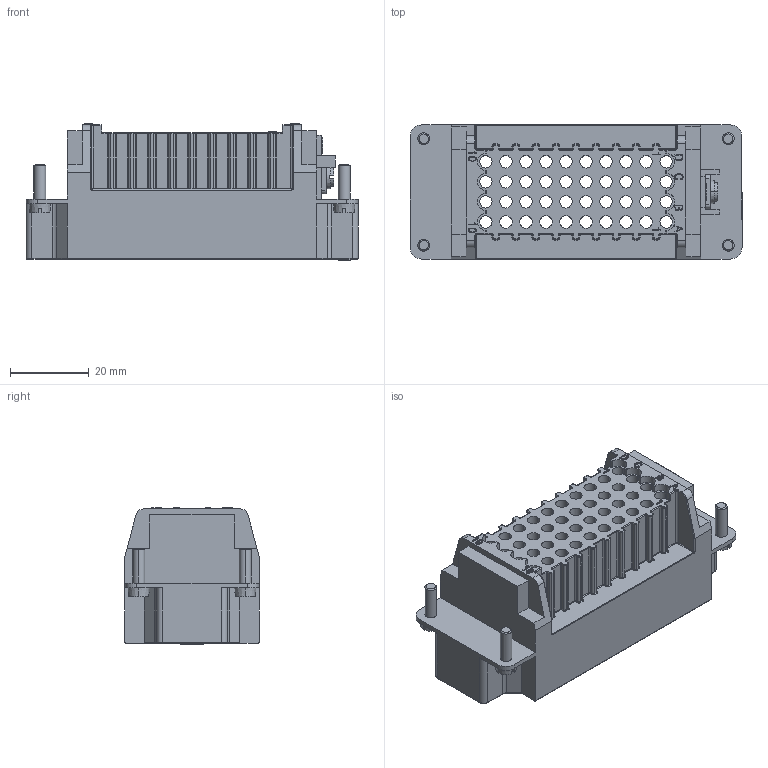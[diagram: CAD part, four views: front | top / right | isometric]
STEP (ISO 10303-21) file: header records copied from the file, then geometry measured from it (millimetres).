
FILE_DESCRIPTION (( 'STEP AP203' ), '1' );
FILE_NAME ('290233040.step', '2025-02-12T17:44:10', ( '' ), ( '' ), 'SwSTEP 2.0', 'SolidWorks 2024', '' );
FILE_SCHEMA (( 'CONFIG_CONTROL_DESIGN' ));
Length unit declared in the file: inch
Products named in the file (1): 290233040
Bounding box: 84.2 x 34 x 34.6 mm (x, y, z)
Volume: 38396.7 mm3; surface area: 22827.2 mm2
Topology: 1 solids, 1 shells, 1139 faces, 2872 edges, 1784 vertices
Faces by surface type: cylinder 452, plane 386, bspline 244, torus 36, cone 21
Entity records: 38309 total; most frequent: CARTESIAN_POINT 11940, ORIENTED_EDGE 5736, DIRECTION 5122, EDGE_CURVE 2868, AXIS2_PLACEMENT_3D 1804, VERTEX_POINT 1784, VECTOR 1514, LINE 1514
